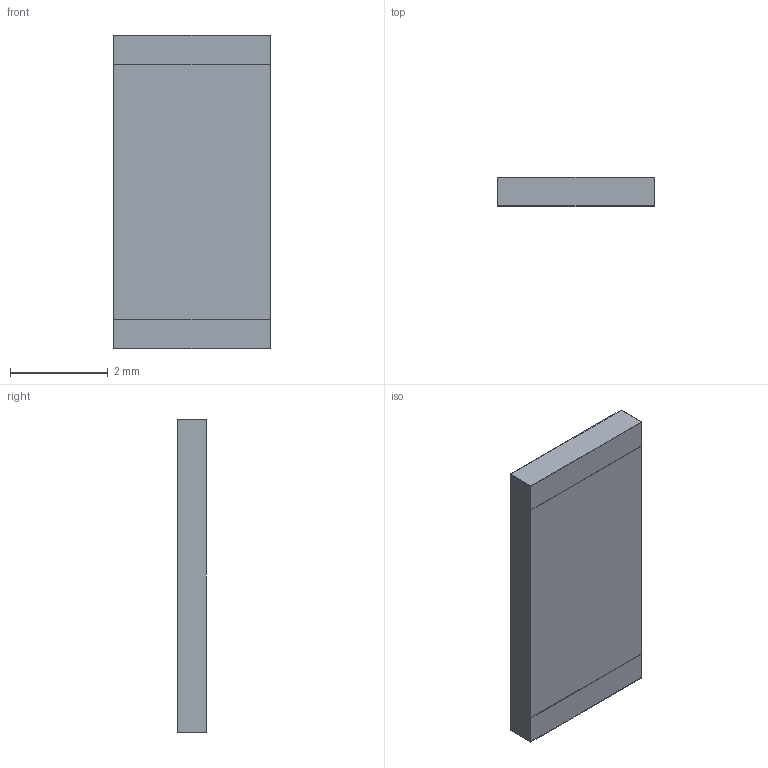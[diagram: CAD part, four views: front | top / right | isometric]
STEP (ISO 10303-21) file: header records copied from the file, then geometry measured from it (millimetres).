
FILE_DESCRIPTION (( 'STEP AP214' ), '1' );
FILE_NAME ('R2512.STEP', '2019-05-10T07:12:08', ( '' ), ( '' ), 'SwSTEP 2.0', 'SolidWorks 2018', '' );
FILE_SCHEMA (( 'AUTOMOTIVE_DESIGN' ));
Length unit declared in the file: millimetre
Products named in the file (2): R2512; R2512_2512
Assembly tree (1 placements, depth 2):
  R2512
    R2512_2512
Bounding box: 3.2 x 0.6 x 6.4 mm (x, y, z)
Volume: 12.1 mm3; surface area: 107.9 mm2
Topology: 4 solids, 4 shells, 114 faces, 300 edges, 200 vertices
Faces by surface type: plane 77, bspline 37
Entity records: 5910 total; most frequent: CARTESIAN_POINT 2799, ORIENTED_EDGE 600, DIRECTION 388, EDGE_CURVE 300, VECTOR 226, LINE 226, VERTEX_POINT 200, EDGE_LOOP 120
